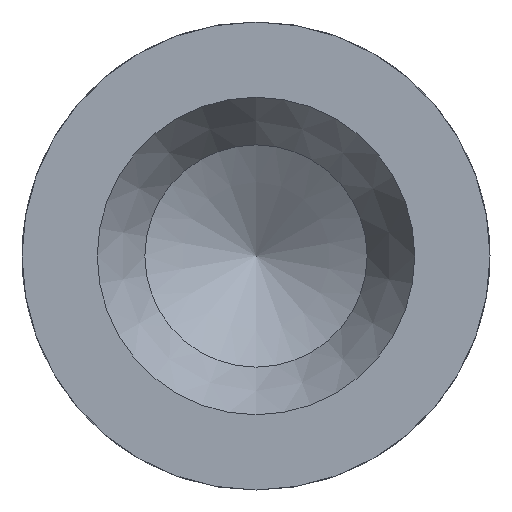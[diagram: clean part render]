
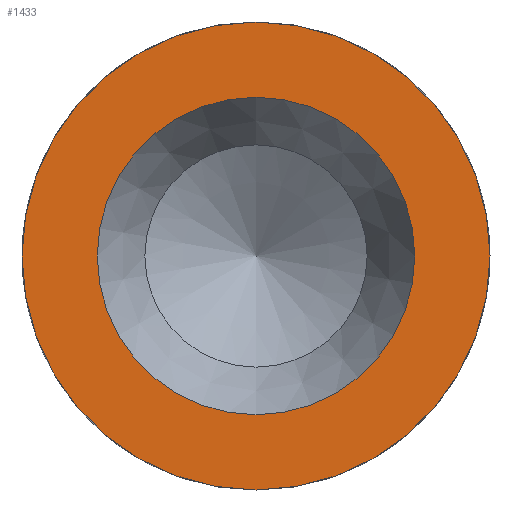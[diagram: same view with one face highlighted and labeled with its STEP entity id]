
A CAD part, left-side view. The second image highlights one B-rep face of the part: STEP entity #1433.
In plain terms, the highlighted planar face has unit normal (-1, 0, 0).
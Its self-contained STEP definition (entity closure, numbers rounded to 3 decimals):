
#362 = CYLINDRICAL_SURFACE('',#363,7.);
#363 = AXIS2_PLACEMENT_3D('',#364,#365,#366);
#364 = CARTESIAN_POINT('',(9.5,0.,0.)
  );
#365 = DIRECTION('',(-1.,0.,0.));
#366 = DIRECTION('',(0.,0.,-1.));
#879 = EDGE_CURVE('',#880,#880,#882,.T.);
#880 = VERTEX_POINT('',#881);
#881 = CARTESIAN_POINT('',(0.,0.,-4.75));
#882 = SURFACE_CURVE('',#883,(#888,#922),.PCURVE_S1.);
#883 = CIRCLE('',#884,4.75);
#884 = AXIS2_PLACEMENT_3D('',#885,#886,#887);
#885 = CARTESIAN_POINT('',(0.,0.,0.));
#886 = DIRECTION('',(1.,0.,0.));
#887 = DIRECTION('',(0.,0.,-1.));
#888 = PCURVE('',#889,#894);
#889 = CONICAL_SURFACE('',#890,4.037,0.524);
#890 = AXIS2_PLACEMENT_3D('',#891,#892,#893);
#891 = CARTESIAN_POINT('',(1.235,0.,
    0.));
#892 = DIRECTION('',(-1.,0.,0.));
#893 = DIRECTION('',(0.,0.,-1.));
#894 = DEFINITIONAL_REPRESENTATION('',(#895),#921);
#895 = B_SPLINE_CURVE_WITH_KNOTS('',3,(#896,#897,#898,#899,#900,#901,
    #902,#903,#904,#905,#906,#907,#908,#909,#910,#911,#912,#913,#914,
    #915,#916,#917,#918,#919,#920),.UNSPECIFIED.,.F.,.F.,(4,1,1,1,1,1,1,
    1,1,1,1,1,1,1,1,1,1,1,1,1,1,1,4),(0.,0.286,
    0.571,0.857,1.142,1.428,
    1.714,1.999,2.285,2.57,
    2.856,3.142,3.427,3.713,
    3.998,4.284,4.57,4.855,
    5.141,5.426,5.712,5.998,
    6.283),.QUASI_UNIFORM_KNOTS.);
#896 = CARTESIAN_POINT('',(6.283,1.235));
#897 = CARTESIAN_POINT('',(6.188,1.235));
#898 = CARTESIAN_POINT('',(5.998,1.235));
#899 = CARTESIAN_POINT('',(5.712,1.235));
#900 = CARTESIAN_POINT('',(5.426,1.235));
#901 = CARTESIAN_POINT('',(5.141,1.235));
#902 = CARTESIAN_POINT('',(4.855,1.235));
#903 = CARTESIAN_POINT('',(4.57,1.235));
#904 = CARTESIAN_POINT('',(4.284,1.235));
#905 = CARTESIAN_POINT('',(3.998,1.235));
#906 = CARTESIAN_POINT('',(3.713,1.235));
#907 = CARTESIAN_POINT('',(3.427,1.235));
#908 = CARTESIAN_POINT('',(3.142,1.235));
#909 = CARTESIAN_POINT('',(2.856,1.235));
#910 = CARTESIAN_POINT('',(2.57,1.235));
#911 = CARTESIAN_POINT('',(2.285,1.235));
#912 = CARTESIAN_POINT('',(1.999,1.235));
#913 = CARTESIAN_POINT('',(1.714,1.235));
#914 = CARTESIAN_POINT('',(1.428,1.235));
#915 = CARTESIAN_POINT('',(1.142,1.235));
#916 = CARTESIAN_POINT('',(0.857,1.235));
#917 = CARTESIAN_POINT('',(0.571,1.235));
#918 = CARTESIAN_POINT('',(0.286,1.235));
#919 = CARTESIAN_POINT('',(0.095,1.235));
#920 = CARTESIAN_POINT('',(0.,1.235));
#921 = ( GEOMETRIC_REPRESENTATION_CONTEXT(2) 
PARAMETRIC_REPRESENTATION_CONTEXT() REPRESENTATION_CONTEXT('2D SPACE',''
  ) );
#922 = PCURVE('',#923,#928);
#923 = PLANE('',#924);
#924 = AXIS2_PLACEMENT_3D('',#925,#926,#927);
#925 = CARTESIAN_POINT('',(0.,0.,-3.5));
#926 = DIRECTION('',(-1.,0.,0.));
#927 = DIRECTION('',(0.,1.,0.));
#928 = DEFINITIONAL_REPRESENTATION('',(#929),#937);
#929 = ( BOUNDED_CURVE() B_SPLINE_CURVE(2,(#930,#931,#932,#933,#934,#935
,#936),.UNSPECIFIED.,.F.,.F.) B_SPLINE_CURVE_WITH_KNOTS((1,2,2,2,2,1),(
    -2.094,0.,2.094,4.189,6.283,
8.378),.UNSPECIFIED.) CURVE() GEOMETRIC_REPRESENTATION_ITEM() 
RATIONAL_B_SPLINE_CURVE((1.,0.5,1.,0.5,1.,0.5,1.)) REPRESENTATION_ITEM(
  '') );
#930 = CARTESIAN_POINT('',(0.,1.25));
#931 = CARTESIAN_POINT('',(8.227,1.25));
#932 = CARTESIAN_POINT('',(4.114,-5.875));
#933 = CARTESIAN_POINT('',(0.,-13.));
#934 = CARTESIAN_POINT('',(-4.114,-5.875));
#935 = CARTESIAN_POINT('',(-8.227,1.25));
#936 = CARTESIAN_POINT('',(0.,1.25));
#937 = ( GEOMETRIC_REPRESENTATION_CONTEXT(2) 
PARAMETRIC_REPRESENTATION_CONTEXT() REPRESENTATION_CONTEXT('2D SPACE',''
  ) );
#1361 = VERTEX_POINT('',#1362);
#1362 = CARTESIAN_POINT('',(0.,0.,-7.));
#1382 = EDGE_CURVE('',#1361,#1361,#1383,.T.);
#1383 = SURFACE_CURVE('',#1384,(#1389,#1418),.PCURVE_S1.);
#1384 = CIRCLE('',#1385,7.);
#1385 = AXIS2_PLACEMENT_3D('',#1386,#1387,#1388);
#1386 = CARTESIAN_POINT('',(0.,0.,0.));
#1387 = DIRECTION('',(-1.,0.,0.));
#1388 = DIRECTION('',(0.,0.,-1.));
#1389 = PCURVE('',#362,#1390);
#1390 = DEFINITIONAL_REPRESENTATION('',(#1391),#1417);
#1391 = B_SPLINE_CURVE_WITH_KNOTS('',3,(#1392,#1393,#1394,#1395,#1396,
    #1397,#1398,#1399,#1400,#1401,#1402,#1403,#1404,#1405,#1406,#1407,
    #1408,#1409,#1410,#1411,#1412,#1413,#1414,#1415,#1416),
  .UNSPECIFIED.,.F.,.F.,(4,1,1,1,1,1,1,1,1,1,1,1,1,1,1,1,1,1,1,1,1,1,4),
  (0.,0.286,0.571,0.857,1.142,
    1.428,1.714,1.999,2.285,
    2.57,2.856,3.142,3.427,
    3.713,3.998,4.284,4.57,
    4.855,5.141,5.426,5.712,
    5.998,6.283),.QUASI_UNIFORM_KNOTS.);
#1392 = CARTESIAN_POINT('',(0.,9.5));
#1393 = CARTESIAN_POINT('',(0.095,9.5));
#1394 = CARTESIAN_POINT('',(0.286,9.5));
#1395 = CARTESIAN_POINT('',(0.571,9.5));
#1396 = CARTESIAN_POINT('',(0.857,9.5));
#1397 = CARTESIAN_POINT('',(1.142,9.5));
#1398 = CARTESIAN_POINT('',(1.428,9.5));
#1399 = CARTESIAN_POINT('',(1.714,9.5));
#1400 = CARTESIAN_POINT('',(1.999,9.5));
#1401 = CARTESIAN_POINT('',(2.285,9.5));
#1402 = CARTESIAN_POINT('',(2.57,9.5));
#1403 = CARTESIAN_POINT('',(2.856,9.5));
#1404 = CARTESIAN_POINT('',(3.142,9.5));
#1405 = CARTESIAN_POINT('',(3.427,9.5));
#1406 = CARTESIAN_POINT('',(3.713,9.5));
#1407 = CARTESIAN_POINT('',(3.998,9.5));
#1408 = CARTESIAN_POINT('',(4.284,9.5));
#1409 = CARTESIAN_POINT('',(4.57,9.5));
#1410 = CARTESIAN_POINT('',(4.855,9.5));
#1411 = CARTESIAN_POINT('',(5.141,9.5));
#1412 = CARTESIAN_POINT('',(5.426,9.5));
#1413 = CARTESIAN_POINT('',(5.712,9.5));
#1414 = CARTESIAN_POINT('',(5.998,9.5));
#1415 = CARTESIAN_POINT('',(6.188,9.5));
#1416 = CARTESIAN_POINT('',(6.283,9.5));
#1417 = ( GEOMETRIC_REPRESENTATION_CONTEXT(2) 
PARAMETRIC_REPRESENTATION_CONTEXT() REPRESENTATION_CONTEXT('2D SPACE',''
  ) );
#1418 = PCURVE('',#923,#1419);
#1419 = DEFINITIONAL_REPRESENTATION('',(#1420),#1424);
#1420 = CIRCLE('',#1421,7.);
#1421 = AXIS2_PLACEMENT_2D('',#1422,#1423);
#1422 = CARTESIAN_POINT('',(0.,-3.5));
#1423 = DIRECTION('',(0.,1.));
#1424 = ( GEOMETRIC_REPRESENTATION_CONTEXT(2) 
PARAMETRIC_REPRESENTATION_CONTEXT() REPRESENTATION_CONTEXT('2D SPACE',''
  ) );
#1433 = ADVANCED_FACE('',(#1434,#1437),#923,.T.);
#1434 = FACE_BOUND('',#1435,.T.);
#1435 = EDGE_LOOP('',(#1436));
#1436 = ORIENTED_EDGE('',*,*,#1382,.T.);
#1437 = FACE_BOUND('',#1438,.T.);
#1438 = EDGE_LOOP('',(#1439));
#1439 = ORIENTED_EDGE('',*,*,#879,.T.);
